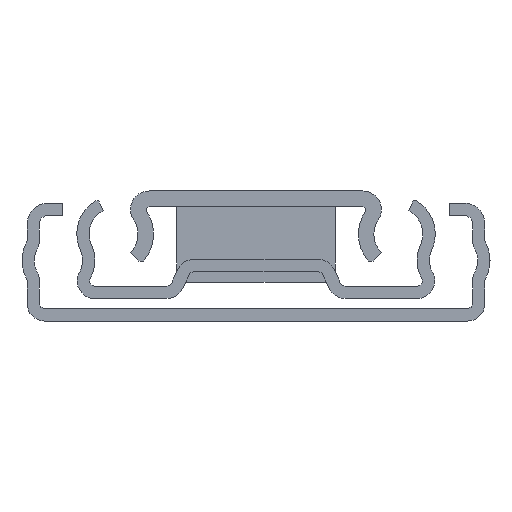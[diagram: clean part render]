
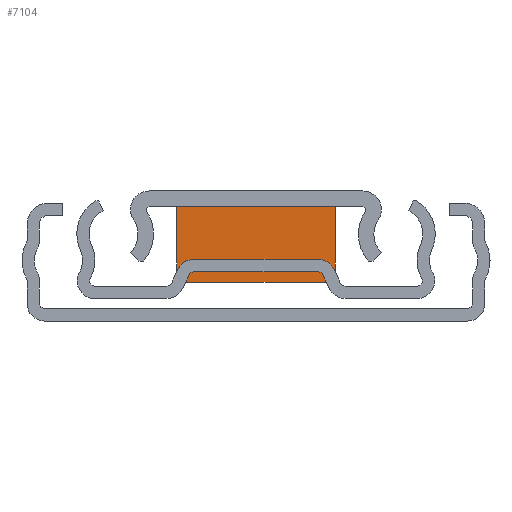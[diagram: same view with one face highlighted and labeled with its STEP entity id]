
A CAD part, left-side view. The second image highlights one B-rep face of the part: STEP entity #7104.
In plain terms, the highlighted planar face has unit normal (-1, 0, 0).
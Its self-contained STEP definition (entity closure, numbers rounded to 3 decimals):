
#10 = VERTEX_POINT ( 'NONE', #4344 ) ;
#512 = ORIENTED_EDGE ( 'NONE', *, *, #7403, .F. ) ;
#659 = CARTESIAN_POINT ( 'NONE',  ( -1.5, -7.75, -8.907 ) ) ;
#672 = CARTESIAN_POINT ( 'NONE',  ( -1.5, -7.75, -8.907 ) ) ;
#800 = ORIENTED_EDGE ( 'NONE', *, *, #7356, .T. ) ;
#995 = VECTOR ( 'NONE', #3720, 1000. ) ;
#1313 = DIRECTION ( 'NONE',  ( 0., 0., 1. ) ) ;
#1383 = FACE_OUTER_BOUND ( 'NONE', #1646, .T. ) ;
#1418 = ORIENTED_EDGE ( 'NONE', *, *, #4698, .T. ) ;
#1646 = EDGE_LOOP ( 'NONE', ( #800, #3359, #512, #1418 ) ) ;
#2031 = LINE ( 'NONE', #659, #995 ) ;
#2259 = DIRECTION ( 'NONE',  ( 0., 0., 1. ) ) ;
#2305 = CARTESIAN_POINT ( 'NONE',  ( -1.5, 7.75, -8.907 ) ) ;
#2558 = DIRECTION ( 'NONE',  ( 0., 1., 0. ) ) ;
#2607 = VECTOR ( 'NONE', #2259, 1000. ) ;
#2712 = VERTEX_POINT ( 'NONE', #3786 ) ;
#3113 = VECTOR ( 'NONE', #2558, 1000. ) ;
#3359 = ORIENTED_EDGE ( 'NONE', *, *, #9178, .F. ) ;
#3558 = DIRECTION ( 'NONE',  ( 1., 0., 0. ) ) ;
#3675 = VERTEX_POINT ( 'NONE', #6136 ) ;
#3720 = DIRECTION ( 'NONE',  ( 0., 1., 0. ) ) ;
#3749 = DIRECTION ( 'NONE',  ( 0., 1., 0. ) ) ;
#3786 = CARTESIAN_POINT ( 'NONE',  ( -1.5, -7.75, -1.507 ) ) ;
#4272 = PLANE ( 'NONE',  #8617 ) ;
#4344 = CARTESIAN_POINT ( 'NONE',  ( -1.5, -7.75, -8.907 ) ) ;
#4698 = EDGE_CURVE ( 'NONE', #10, #2712, #4915, .T. ) ;
#4915 = LINE ( 'NONE', #7836, #6099 ) ;
#5435 = CARTESIAN_POINT ( 'NONE',  ( -1.5, 7.75, -8.907 ) ) ;
#5876 = LINE ( 'NONE', #2305, #2607 ) ;
#6099 = VECTOR ( 'NONE', #1313, 1000. ) ;
#6136 = CARTESIAN_POINT ( 'NONE',  ( -1.5, 7.75, -1.507 ) ) ;
#6907 = CARTESIAN_POINT ( 'NONE',  ( -1.5, -7.75, -1.507 ) ) ;
#7104 = ADVANCED_FACE ( 'NONE', ( #1383 ), #4272, .F. ) ;
#7356 = EDGE_CURVE ( 'NONE', #2712, #3675, #7616, .T. ) ;
#7403 = EDGE_CURVE ( 'NONE', #10, #9246, #2031, .T. ) ;
#7616 = LINE ( 'NONE', #6907, #3113 ) ;
#7836 = CARTESIAN_POINT ( 'NONE',  ( -1.5, -7.75, -8.907 ) ) ;
#8617 = AXIS2_PLACEMENT_3D ( 'NONE', #672, #3558, #3749 ) ;
#9178 = EDGE_CURVE ( 'NONE', #9246, #3675, #5876, .T. ) ;
#9246 = VERTEX_POINT ( 'NONE', #5435 ) ;
